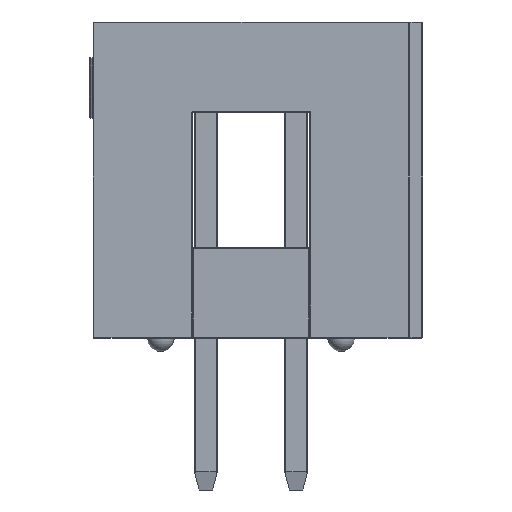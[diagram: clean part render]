
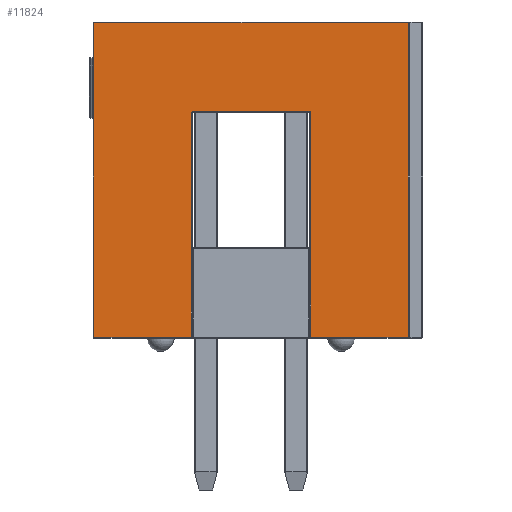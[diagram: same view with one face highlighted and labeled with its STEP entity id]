
A CAD part, left-side view. The second image highlights one B-rep face of the part: STEP entity #11824.
In plain terms, the highlighted planar face has unit normal (-1, 0, 0).
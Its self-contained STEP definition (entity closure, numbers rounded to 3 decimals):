
#854=CIRCLE('',#12637,0.051);
#996=PLANE('',#12799);
#1572=FACE_OUTER_BOUND('',#2285,.T.);
#2285=EDGE_LOOP('',(#9396,#9397,#9398,#9399,#9400,#9401,#9402,#9403,#9404));
#2867=LINE('',#17255,#4132);
#2884=LINE('',#17481,#4149);
#2888=LINE('',#17505,#4153);
#2919=LINE('',#17657,#4184);
#2921=LINE('',#17660,#4186);
#2926=LINE('',#17668,#4191);
#2929=LINE('',#17672,#4194);
#2981=LINE('',#17750,#4246);
#4132=VECTOR('',#13858,10.);
#4149=VECTOR('',#14007,10.);
#4153=VECTOR('',#14035,10.);
#4184=VECTOR('',#14216,10.);
#4186=VECTOR('',#14220,10.);
#4191=VECTOR('',#14231,10.);
#4194=VECTOR('',#14236,10.);
#4246=VECTOR('',#14340,10.);
#5481=VERTEX_POINT('',#16903);
#5518=VERTEX_POINT('',#17112);
#5537=VERTEX_POINT('',#17254);
#5582=VERTEX_POINT('',#17474);
#5591=VERTEX_POINT('',#17499);
#5592=VERTEX_POINT('',#17501);
#5617=VERTEX_POINT('',#17573);
#5618=VERTEX_POINT('',#17577);
#5631=VERTEX_POINT('',#17621);
#6682=EDGE_CURVE('',#5481,#5537,#2867,.T.);
#6747=EDGE_CURVE('',#5582,#5518,#2884,.T.);
#6757=EDGE_CURVE('',#5591,#5592,#854,.T.);
#6759=EDGE_CURVE('',#5537,#5591,#2888,.T.);
#6836=EDGE_CURVE('',#5618,#5631,#2919,.T.);
#6838=EDGE_CURVE('',#5631,#5617,#2921,.T.);
#6843=EDGE_CURVE('',#5592,#5618,#2926,.T.);
#6846=EDGE_CURVE('',#5617,#5582,#2929,.T.);
#6898=EDGE_CURVE('',#5518,#5481,#2981,.T.);
#9396=ORIENTED_EDGE('',*,*,#6836,.F.);
#9397=ORIENTED_EDGE('',*,*,#6843,.F.);
#9398=ORIENTED_EDGE('',*,*,#6757,.F.);
#9399=ORIENTED_EDGE('',*,*,#6759,.F.);
#9400=ORIENTED_EDGE('',*,*,#6682,.F.);
#9401=ORIENTED_EDGE('',*,*,#6898,.F.);
#9402=ORIENTED_EDGE('',*,*,#6747,.F.);
#9403=ORIENTED_EDGE('',*,*,#6846,.F.);
#9404=ORIENTED_EDGE('',*,*,#6838,.F.);
#11824=ADVANCED_FACE('',(#1572),#996,.T.);
#12637=AXIS2_PLACEMENT_3D('',#17502,#14029,#14030);
#12799=AXIS2_PLACEMENT_3D('',#18372,#14757,#14758);
#13858=DIRECTION('',(0.,0.,1.));
#14007=DIRECTION('',(0.,0.,-1.));
#14029=DIRECTION('center_axis',(-1.,0.,0.));
#14030=DIRECTION('ref_axis',(0.,0.707,0.707));
#14035=DIRECTION('',(0.,1.,0.));
#14216=DIRECTION('',(0.,1.,0.));
#14220=DIRECTION('',(0.,0.,1.));
#14231=DIRECTION('',(0.,0.,-1.));
#14236=DIRECTION('',(0.,-1.,0.));
#14340=DIRECTION('',(0.,1.,0.));
#14757=DIRECTION('center_axis',(-1.,0.,0.));
#14758=DIRECTION('ref_axis',(0.,-1.,0.));
#16903=CARTESIAN_POINT('',(-42.545,-1.676,0.025));
#17112=CARTESIAN_POINT('',(-42.545,-4.42,0.025));
#17254=CARTESIAN_POINT('',(-42.545,-1.676,6.375));
#17255=CARTESIAN_POINT('',(-42.545,-1.676,3.175));
#17474=CARTESIAN_POINT('',(-42.545,-4.42,8.865));
#17481=CARTESIAN_POINT('',(-42.545,-4.42,0.));
#17499=CARTESIAN_POINT('',(-42.545,1.626,6.375));
#17501=CARTESIAN_POINT('',(-42.545,1.676,6.325));
#17502=CARTESIAN_POINT('Origin',(-42.545,1.626,6.325));
#17505=CARTESIAN_POINT('',(-42.545,3.048,6.375));
#17573=CARTESIAN_POINT('',(-42.545,4.42,8.865));
#17577=CARTESIAN_POINT('',(-42.545,1.676,0.025));
#17621=CARTESIAN_POINT('',(-42.545,4.42,0.025));
#17657=CARTESIAN_POINT('',(-42.545,2.223,0.025));
#17660=CARTESIAN_POINT('',(-42.545,4.42,0.));
#17668=CARTESIAN_POINT('',(-42.545,1.676,0.));
#17672=CARTESIAN_POINT('',(-42.545,2.223,8.865));
#17750=CARTESIAN_POINT('',(-42.545,2.223,0.025));
#18372=CARTESIAN_POINT('Origin',(-42.545,4.445,0.));
